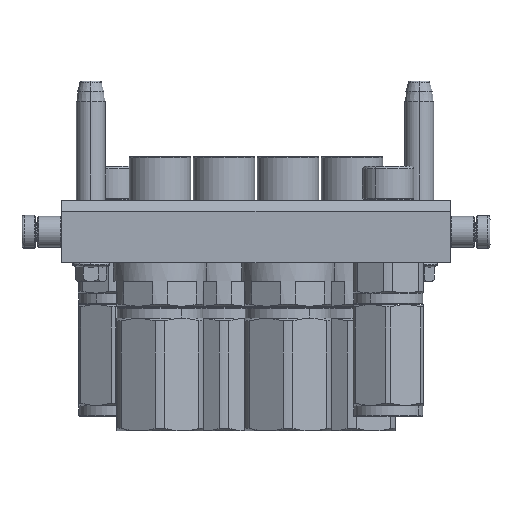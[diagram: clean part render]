
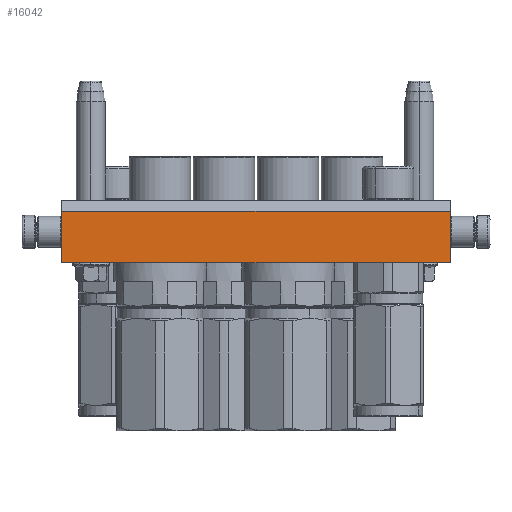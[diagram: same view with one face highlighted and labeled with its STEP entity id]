
A CAD part, left-side view. The second image highlights one B-rep face of the part: STEP entity #16042.
In plain terms, the highlighted face is planar.
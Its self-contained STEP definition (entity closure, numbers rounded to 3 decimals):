
#633 = VERTEX_POINT ( 'NONE', #4507 ) ;
#4507 = CARTESIAN_POINT ( 'NONE',  ( -94., 15., -45. ) ) ;
#6034 = VECTOR ( 'NONE', #13639, 1000. ) ;
#7076 = VERTEX_POINT ( 'NONE', #43500 ) ;
#7345 = CARTESIAN_POINT ( 'NONE',  ( -94., -10., -45. ) ) ;
#7967 = LINE ( 'NONE', #18031, #6034 ) ;
#11380 = LINE ( 'NONE', #35933, #27564 ) ;
#11541 = DIRECTION ( 'NONE',  ( 1., 0., 0. ) ) ;
#13399 = CARTESIAN_POINT ( 'NONE',  ( 94., -15., -45. ) ) ;
#13639 = DIRECTION ( 'NONE',  ( -1., 0., 0. ) ) ;
#16042 = ADVANCED_FACE ( 'NONE', ( #27948 ), #50870, .T. ) ;
#18031 = CARTESIAN_POINT ( 'NONE',  ( 94., 15., -45. ) ) ;
#21380 = DIRECTION ( 'NONE',  ( 0., 0., -1. ) ) ;
#22085 = VECTOR ( 'NONE', #11541, 1000. ) ;
#22754 = LINE ( 'NONE', #7345, #22085 ) ;
#23088 = EDGE_LOOP ( 'NONE', ( #39089, #30476, #34985, #50998 ) ) ;
#24582 = AXIS2_PLACEMENT_3D ( 'NONE', #13399, #21380, #50357 ) ;
#25838 = VERTEX_POINT ( 'NONE', #51207 ) ;
#26284 = CARTESIAN_POINT ( 'NONE',  ( 94., 15., -45. ) ) ;
#27564 = VECTOR ( 'NONE', #52424, 1000. ) ;
#27948 = FACE_OUTER_BOUND ( 'NONE', #23088, .T. ) ;
#30476 = ORIENTED_EDGE ( 'NONE', *, *, #32112, .F. ) ;
#30649 = VERTEX_POINT ( 'NONE', #26284 ) ;
#32072 = EDGE_CURVE ( 'NONE', #7076, #30649, #43650, .T. ) ;
#32112 = EDGE_CURVE ( 'NONE', #30649, #633, #7967, .T. ) ;
#32665 = VECTOR ( 'NONE', #51127, 1000. ) ;
#33172 = EDGE_CURVE ( 'NONE', #25838, #7076, #22754, .T. ) ;
#33982 = CARTESIAN_POINT ( 'NONE',  ( 94., -10., -45. ) ) ;
#34985 = ORIENTED_EDGE ( 'NONE', *, *, #32072, .F. ) ;
#35933 = CARTESIAN_POINT ( 'NONE',  ( -94., -10., -45. ) ) ;
#39089 = ORIENTED_EDGE ( 'NONE', *, *, #39141, .T. ) ;
#39141 = EDGE_CURVE ( 'NONE', #25838, #633, #11380, .T. ) ;
#43500 = CARTESIAN_POINT ( 'NONE',  ( 94., -10., -45. ) ) ;
#43650 = LINE ( 'NONE', #33982, #32665 ) ;
#50357 = DIRECTION ( 'NONE',  ( -1., 0., 0. ) ) ;
#50870 = PLANE ( 'NONE',  #24582 ) ;
#50998 = ORIENTED_EDGE ( 'NONE', *, *, #33172, .F. ) ;
#51127 = DIRECTION ( 'NONE',  ( 0., 1., 0. ) ) ;
#51207 = CARTESIAN_POINT ( 'NONE',  ( -94., -10., -45. ) ) ;
#52424 = DIRECTION ( 'NONE',  ( 0., 1., 0. ) ) ;
